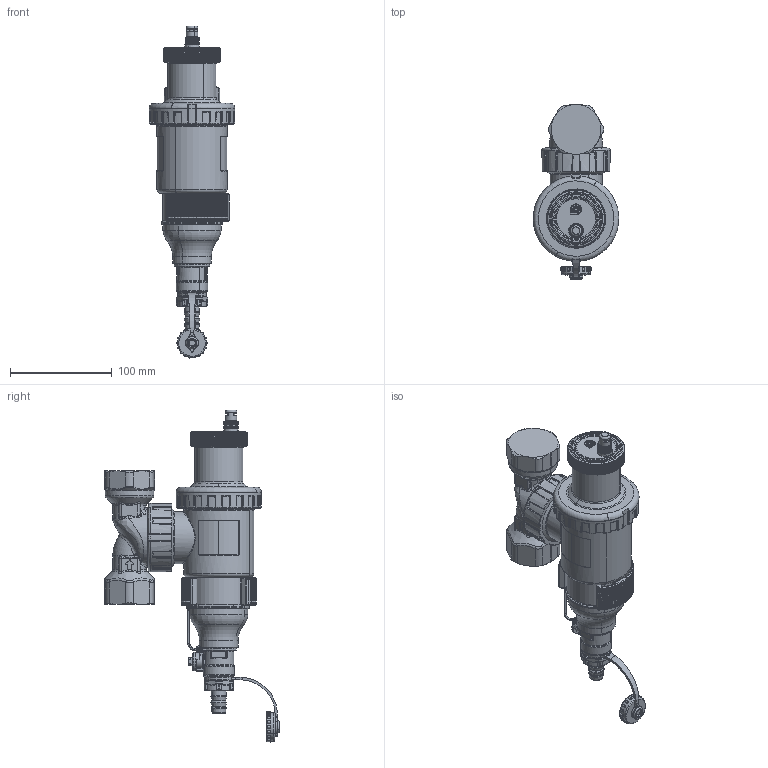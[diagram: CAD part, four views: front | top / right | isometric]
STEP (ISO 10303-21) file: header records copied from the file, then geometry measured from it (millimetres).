
FILE_DESCRIPTION(('CATIA V5 STEP Exchange','CAx-IF Rec.Pracs.--- Model Styling and Organization---1.5--- 2016-08-15','CAx-IF Rec.Pracs.---Supplemental Geometry---1.0---2011-11-01','CAx-IF Rec.Pracs.--- Composite Materials ---3.4---2017-06-13','CAx-IF Rec.Pracs.---Tessellated 3D Geometry---1.0---2015-12-17'),'2;1');
FILE_NAME('STEP_546407_-_TST.stp','2023-06-29T06:11:12+00:00',('none'),('none'),'CATIA Version 5-6 Release 2020 SP5','CATIA V5 STEP AP242 v2','none');
FILE_SCHEMA(('AP242_MANAGED_MODEL_BASED_3D_ENGINEERING_MIM_LF {1 0 10303 442 1 1 4}'));
Products named in the file (1): 546407 - TST
Bounding box: 83.93 x 171.42 x 325.75 mm (x, y, z)
Volume: 975490 mm3; surface area: 107251.8 mm2
Topology: 2 solids, 3 shells, 4541 faces, 11326 edges, 6622 vertices
Faces by surface type: cylinder 1468, bspline 1121, plane 963, torus 645, cone 229, sphere 113, revolution 2
Entity records: 199010 total; most frequent: CARTESIAN_POINT 106980, ORIENTED_EDGE 22256, DIRECTION 11217, EDGE_CURVE 11128, VERTEX_POINT 6622, AXIS2_PLACEMENT_3D 5938, B_SPLINE_CURVE_WITH_KNOTS 5075, EDGE_LOOP 4598
